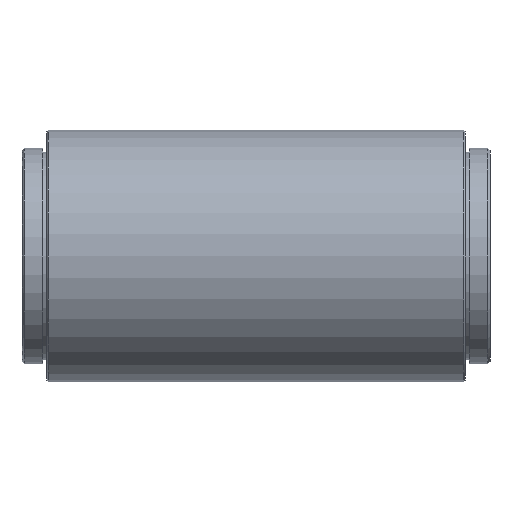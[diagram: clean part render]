
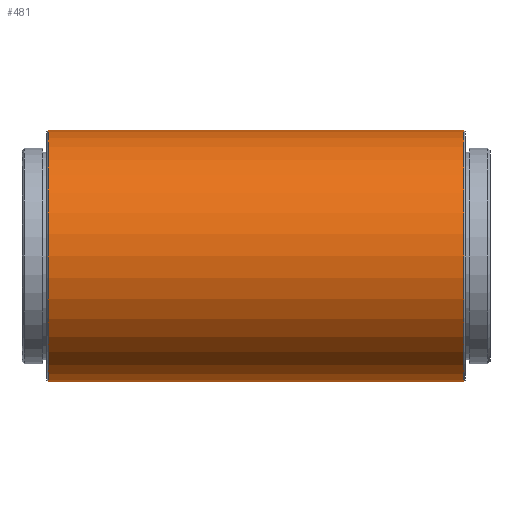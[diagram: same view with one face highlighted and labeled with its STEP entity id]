
A CAD part, front view. The second image highlights one B-rep face of the part: STEP entity #481.
In plain terms, the highlighted cylindrical face has radius 15.25 mm (diameter 30.5 mm), a partial arc.
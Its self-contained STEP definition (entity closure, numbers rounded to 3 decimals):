
#28 = DIRECTION ( 'NONE',  ( 0., 0., -1. ) ) ;
#30 = CARTESIAN_POINT ( 'NONE',  ( -49.8, 0., 0. ) ) ;
#44 = EDGE_LOOP ( 'NONE', ( #630, #823, #489, #927 ) ) ;
#96 = CARTESIAN_POINT ( 'NONE',  ( -49.8, 0., 15.25 ) ) ;
#115 = CARTESIAN_POINT ( 'NONE',  ( 0.6, 0., -15.25 ) ) ;
#124 = EDGE_CURVE ( 'NONE', #719, #465, #960, .T. ) ;
#176 = FACE_OUTER_BOUND ( 'NONE', #44, .T. ) ;
#240 = DIRECTION ( 'NONE',  ( -1., 0., 0. ) ) ;
#278 = CARTESIAN_POINT ( 'NONE',  ( 0.6, 0., 0. ) ) ;
#351 = LINE ( 'NONE', #679, #609 ) ;
#393 = AXIS2_PLACEMENT_3D ( 'NONE', #796, #240, #882 ) ;
#465 = VERTEX_POINT ( 'NONE', #895 ) ;
#481 = ADVANCED_FACE ( 'NONE', ( #176 ), #1036, .T. ) ;
#489 = ORIENTED_EDGE ( 'NONE', *, *, #509, .T. ) ;
#503 = DIRECTION ( 'NONE',  ( 1., 0., 0. ) ) ;
#506 = VECTOR ( 'NONE', #971, 1000. ) ;
#509 = EDGE_CURVE ( 'NONE', #465, #512, #767, .T. ) ;
#512 = VERTEX_POINT ( 'NONE', #96 ) ;
#609 = VECTOR ( 'NONE', #994, 1000. ) ;
#630 = ORIENTED_EDGE ( 'NONE', *, *, #680, .F. ) ;
#661 = EDGE_CURVE ( 'NONE', #512, #671, #776, .T. ) ;
#671 = VERTEX_POINT ( 'NONE', #933 ) ;
#679 = CARTESIAN_POINT ( 'NONE',  ( 0.8, 0., -15.25 ) ) ;
#680 = EDGE_CURVE ( 'NONE', #719, #671, #351, .T. ) ;
#719 = VERTEX_POINT ( 'NONE', #115 ) ;
#754 = DIRECTION ( 'NONE',  ( -1., 0., 0. ) ) ;
#760 = DIRECTION ( 'NONE',  ( 0., 0., -1. ) ) ;
#767 = LINE ( 'NONE', #829, #506 ) ;
#776 = CIRCLE ( 'NONE', #980, 15.25 ) ;
#796 = CARTESIAN_POINT ( 'NONE',  ( 0.8, 0., 0. ) ) ;
#823 = ORIENTED_EDGE ( 'NONE', *, *, #124, .T. ) ;
#829 = CARTESIAN_POINT ( 'NONE',  ( 0.8, 0., 15.25 ) ) ;
#851 = AXIS2_PLACEMENT_3D ( 'NONE', #278, #754, #28 ) ;
#882 = DIRECTION ( 'NONE',  ( 0., 0., 1. ) ) ;
#895 = CARTESIAN_POINT ( 'NONE',  ( 0.6, 0., 15.25 ) ) ;
#927 = ORIENTED_EDGE ( 'NONE', *, *, #661, .T. ) ;
#933 = CARTESIAN_POINT ( 'NONE',  ( -49.8, 0., -15.25 ) ) ;
#960 = CIRCLE ( 'NONE', #851, 15.25 ) ;
#971 = DIRECTION ( 'NONE',  ( -1., 0., 0. ) ) ;
#980 = AXIS2_PLACEMENT_3D ( 'NONE', #30, #503, #760 ) ;
#994 = DIRECTION ( 'NONE',  ( -1., 0., 0. ) ) ;
#1036 = CYLINDRICAL_SURFACE ( 'NONE', #393, 15.25 ) ;
